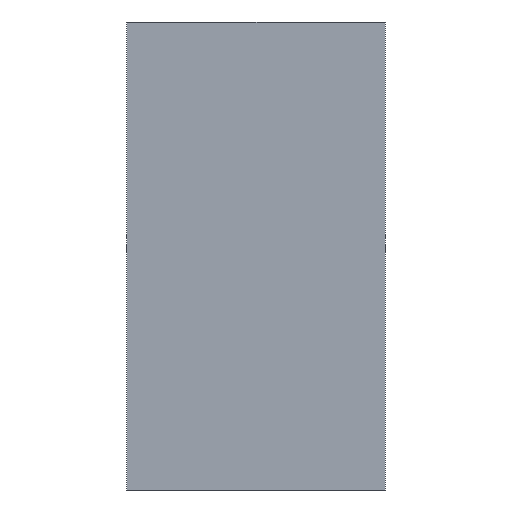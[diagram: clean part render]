
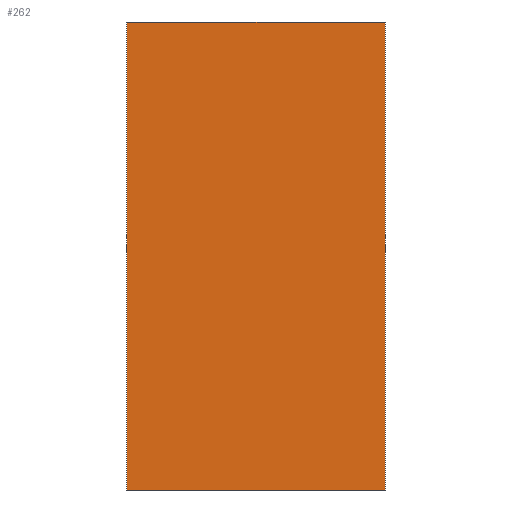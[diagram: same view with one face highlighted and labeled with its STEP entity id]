
A CAD part, front view. The second image highlights one B-rep face of the part: STEP entity #262.
In plain terms, the highlighted planar face has unit normal (0, -1, 0).
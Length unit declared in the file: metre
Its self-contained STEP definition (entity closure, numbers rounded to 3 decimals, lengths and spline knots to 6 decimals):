
#32=ORIENTED_EDGE('',*,*,#92,.F.);
#33=ORIENTED_EDGE('',*,*,#95,.T.);
#34=ORIENTED_EDGE('',*,*,#98,.T.);
#35=ORIENTED_EDGE('',*,*,#90,.F.);
#90=EDGE_CURVE('',#126,#127,#150,.T.);
#92=EDGE_CURVE('',#128,#126,#152,.T.);
#95=EDGE_CURVE('',#128,#130,#155,.T.);
#98=EDGE_CURVE('',#130,#127,#158,.T.);
#126=VERTEX_POINT('',#379);
#127=VERTEX_POINT('',#381);
#128=VERTEX_POINT('',#385);
#130=VERTEX_POINT('',#391);
#150=LINE('',#380,#186);
#152=LINE('',#384,#188);
#155=LINE('',#390,#191);
#158=LINE('',#396,#194);
#186=VECTOR('',#309,1.);
#188=VECTOR('',#313,1.);
#191=VECTOR('',#318,1.);
#194=VECTOR('',#323,1.);
#220=EDGE_LOOP('',(#32,#33,#34,#35));
#234=FACE_BOUND('',#220,.T.);
#248=PLANE('',#289);
#262=ADVANCED_FACE('',(#234),#248,.F.);
#289=AXIS2_PLACEMENT_3D('',#398,#325,#326);
#309=DIRECTION('',(1.,0.,0.));
#313=DIRECTION('',(0.,0.,1.));
#318=DIRECTION('',(1.,0.,0.));
#323=DIRECTION('',(0.,0.,1.));
#325=DIRECTION('',(0.,1.,0.));
#326=DIRECTION('',(-1.,0.,0.));
#379=CARTESIAN_POINT('',(-0.01435,0.,0.026));
#380=CARTESIAN_POINT('',(0.,0.,0.026));
#381=CARTESIAN_POINT('',(0.01435,0.,0.026));
#384=CARTESIAN_POINT('',(-0.01435,0.,0.));
#385=CARTESIAN_POINT('',(-0.01435,0.,-0.026));
#390=CARTESIAN_POINT('',(0.,0.,-0.026));
#391=CARTESIAN_POINT('',(0.01435,0.,-0.026));
#396=CARTESIAN_POINT('',(0.01435,0.,0.));
#398=CARTESIAN_POINT('',(0.,0.,0.));
